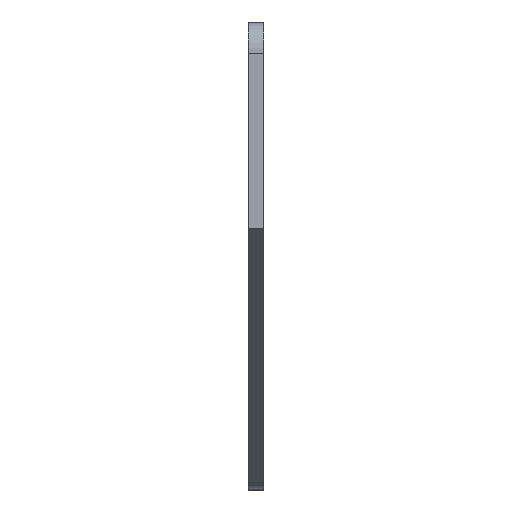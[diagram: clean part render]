
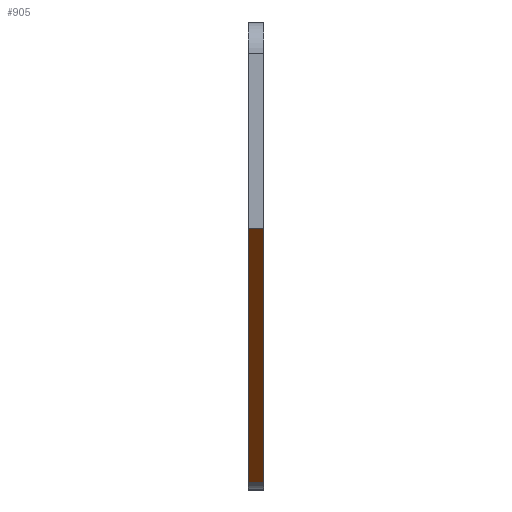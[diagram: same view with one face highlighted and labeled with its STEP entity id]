
A CAD part, left-side view. The second image highlights one B-rep face of the part: STEP entity #905.
In plain terms, the highlighted planar face has unit normal (-0.643, 0, -0.766).
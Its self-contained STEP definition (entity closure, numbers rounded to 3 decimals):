
#60 = CARTESIAN_POINT ( 'NONE',  ( -39.735, 0., -30. ) ) ;
#83 = DIRECTION ( 'NONE',  ( -0.766, 0., 0.643 ) ) ;
#391 = CARTESIAN_POINT ( 'NONE',  ( -59.57, 1., -13.357 ) ) ;
#404 = LINE ( 'NONE', #3260, #1369 ) ;
#418 = PLANE ( 'NONE',  #2485 ) ;
#661 = ORIENTED_EDGE ( 'NONE', *, *, #1275, .F. ) ;
#694 = DIRECTION ( 'NONE',  ( 0.643, 0., 0.766 ) ) ;
#905 = ADVANCED_FACE ( 'NONE', ( #4321 ), #418, .F. ) ;
#991 = ORIENTED_EDGE ( 'NONE', *, *, #1648, .T. ) ;
#1059 = CARTESIAN_POINT ( 'NONE',  ( -39.735, 1., -30. ) ) ;
#1068 = VECTOR ( 'NONE', #3960, 1000. ) ;
#1150 = CARTESIAN_POINT ( 'NONE',  ( -59.57, 1., -13.357 ) ) ;
#1275 = EDGE_CURVE ( 'NONE', #3492, #2095, #404, .T. ) ;
#1327 = EDGE_LOOP ( 'NONE', ( #661, #3798, #991, #3515 ) ) ;
#1369 = VECTOR ( 'NONE', #83, 1000. ) ;
#1502 = CARTESIAN_POINT ( 'NONE',  ( -59.57, 0., -13.357 ) ) ;
#1648 = EDGE_CURVE ( 'NONE', #1925, #1686, #4265, .T. ) ;
#1686 = VERTEX_POINT ( 'NONE', #1502 ) ;
#1781 = LINE ( 'NONE', #1150, #1068 ) ;
#1925 = VERTEX_POINT ( 'NONE', #4425 ) ;
#2095 = VERTEX_POINT ( 'NONE', #391 ) ;
#2102 = EDGE_CURVE ( 'NONE', #2095, #1686, #1781, .T. ) ;
#2375 = CARTESIAN_POINT ( 'NONE',  ( -40.293, 1., -29.532 ) ) ;
#2396 = LINE ( 'NONE', #2375, #2568 ) ;
#2485 = AXIS2_PLACEMENT_3D ( 'NONE', #1059, #694, #3570 ) ;
#2568 = VECTOR ( 'NONE', #2809, 1000. ) ;
#2809 = DIRECTION ( 'NONE',  ( 0., -1., 0. ) ) ;
#2995 = VECTOR ( 'NONE', #4331, 1000. ) ;
#3260 = CARTESIAN_POINT ( 'NONE',  ( -39.735, 1., -30. ) ) ;
#3270 = CARTESIAN_POINT ( 'NONE',  ( -40.293, 1., -29.532 ) ) ;
#3327 = EDGE_CURVE ( 'NONE', #3492, #1925, #2396, .T. ) ;
#3492 = VERTEX_POINT ( 'NONE', #3270 ) ;
#3515 = ORIENTED_EDGE ( 'NONE', *, *, #2102, .F. ) ;
#3570 = DIRECTION ( 'NONE',  ( 0.766, 0., -0.643 ) ) ;
#3798 = ORIENTED_EDGE ( 'NONE', *, *, #3327, .T. ) ;
#3960 = DIRECTION ( 'NONE',  ( 0., -1., 0. ) ) ;
#4265 = LINE ( 'NONE', #60, #2995 ) ;
#4321 = FACE_OUTER_BOUND ( 'NONE', #1327, .T. ) ;
#4331 = DIRECTION ( 'NONE',  ( -0.766, 0., 0.643 ) ) ;
#4425 = CARTESIAN_POINT ( 'NONE',  ( -40.293, 0., -29.532 ) ) ;
